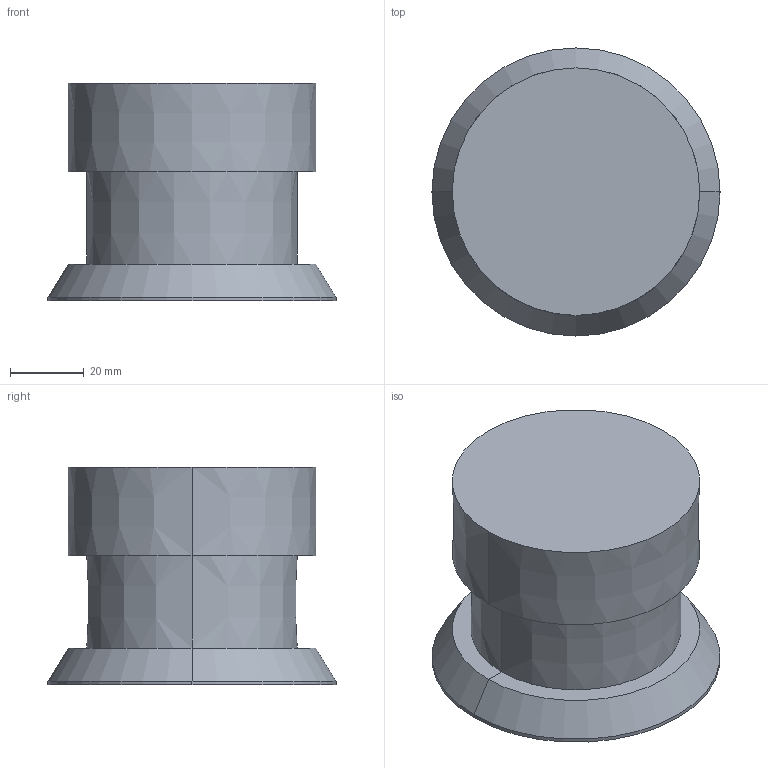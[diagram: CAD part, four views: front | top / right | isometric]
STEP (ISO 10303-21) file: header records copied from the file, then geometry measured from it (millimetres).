
FILE_DESCRIPTION (( 'STEP AP214' ), '1' );
FILE_NAME ('EOS 07 BL D45 3000K (with driver).STEP', '2018-07-03T09:44:20', ( '' ), ( '' ), 'SwSTEP 2.0', 'SolidWorks 2013', '' );
FILE_SCHEMA (( 'AUTOMOTIVE_DESIGN' ));
Length unit declared in the file: millimetre
Products named in the file (1): EOS 07 BL D45 3000K (with driver)
Bounding box: 78 x 78 x 59 mm (x, y, z)
Surface area: 23126.5 mm2 (no closed solid volume)
Topology: 0 solids, 3 shells, 26 faces, 54 edges, 30 vertices
Faces by surface type: cone 22, cylinder 2, plane 2
Entity records: 987 total; most frequent: DIRECTION 138, CARTESIAN_POINT 111, ORIENTED_EDGE 100, AXIS2_PLACEMENT_3D 57, EDGE_CURVE 54, VERTEX_POINT 30, CIRCLE 30, UNCERTAINTY_MEASURE_WITH_UNIT 28
